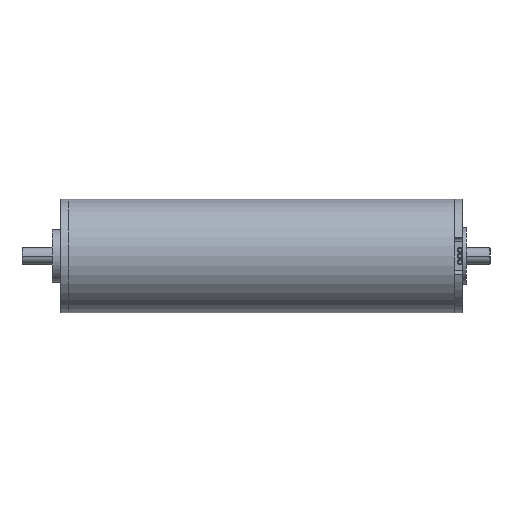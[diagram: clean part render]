
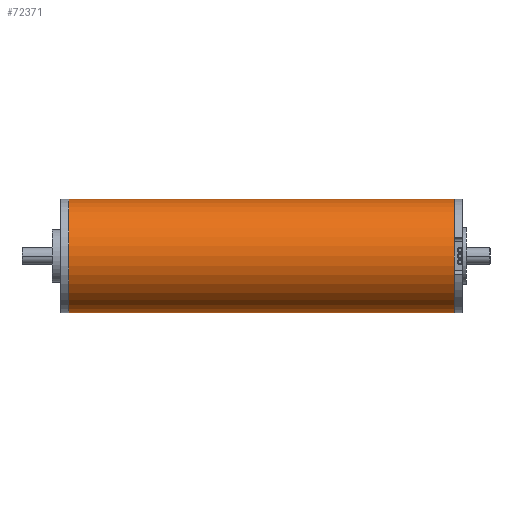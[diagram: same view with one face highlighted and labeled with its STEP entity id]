
A CAD part, front view. The second image highlights one B-rep face of the part: STEP entity #72371.
In plain terms, the highlighted cylindrical face has radius 14 mm (diameter 28 mm), a partial arc.
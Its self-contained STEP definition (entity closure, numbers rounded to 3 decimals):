
#2179 = AXIS2_PLACEMENT_3D ( 'NONE', #16670, #41737, #49496 ) ;
#4135 = VERTEX_POINT ( 'NONE', #46657 ) ;
#5272 = DIRECTION ( 'NONE',  ( 0., 0., 1. ) ) ;
#10452 = VERTEX_POINT ( 'NONE', #53020 ) ;
#10613 = ORIENTED_EDGE ( 'NONE', *, *, #79763, .T. ) ;
#13743 = CARTESIAN_POINT ( 'NONE',  ( 0., 0., -14. ) ) ;
#13937 = DIRECTION ( 'NONE',  ( -1., 0., 0. ) ) ;
#16448 = AXIS2_PLACEMENT_3D ( 'NONE', #37674, #36449, #5272 ) ;
#16670 = CARTESIAN_POINT ( 'NONE',  ( 0., 0., 0. ) ) ;
#17522 = VECTOR ( 'NONE', #50037, 1000. ) ;
#26190 = ORIENTED_EDGE ( 'NONE', *, *, #31438, .F. ) ;
#27008 = CARTESIAN_POINT ( 'NONE',  ( 0., 0., 14. ) ) ;
#31438 = EDGE_CURVE ( 'NONE', #10452, #4135, #32164, .T. ) ;
#31800 = EDGE_LOOP ( 'NONE', ( #39288, #26190, #48806, #10613 ) ) ;
#32160 = DIRECTION ( 'NONE',  ( 0., 0., -1. ) ) ;
#32164 = CIRCLE ( 'NONE', #75306, 14. ) ;
#36449 = DIRECTION ( 'NONE',  ( -1., 0., 0. ) ) ;
#37674 = CARTESIAN_POINT ( 'NONE',  ( 95., 0., 0. ) ) ;
#39288 = ORIENTED_EDGE ( 'NONE', *, *, #72229, .F. ) ;
#39770 = CARTESIAN_POINT ( 'NONE',  ( 95., 0., -14. ) ) ;
#41737 = DIRECTION ( 'NONE',  ( 1., 0., 0. ) ) ;
#42124 = VERTEX_POINT ( 'NONE', #27008 ) ;
#46657 = CARTESIAN_POINT ( 'NONE',  ( 95., 0., -14. ) ) ;
#48585 = EDGE_CURVE ( 'NONE', #10452, #42124, #68464, .T. ) ;
#48806 = ORIENTED_EDGE ( 'NONE', *, *, #48585, .T. ) ;
#49496 = DIRECTION ( 'NONE',  ( 0., 0., -1. ) ) ;
#50037 = DIRECTION ( 'NONE',  ( -1., 0., 0. ) ) ;
#51868 = VECTOR ( 'NONE', #13937, 1000. ) ;
#53020 = CARTESIAN_POINT ( 'NONE',  ( 95., 0., 14. ) ) ;
#55291 = FACE_OUTER_BOUND ( 'NONE', #31800, .T. ) ;
#62172 = CARTESIAN_POINT ( 'NONE',  ( 95., 0., 0. ) ) ;
#68285 = DIRECTION ( 'NONE',  ( 1., 0., 0. ) ) ;
#68464 = LINE ( 'NONE', #80352, #17522 ) ;
#70109 = LINE ( 'NONE', #39770, #51868 ) ;
#72229 = EDGE_CURVE ( 'NONE', #4135, #78317, #70109, .T. ) ;
#72371 = ADVANCED_FACE ( 'NONE', ( #55291 ), #74551, .T. ) ;
#72852 = CIRCLE ( 'NONE', #2179, 14. ) ;
#74551 = CYLINDRICAL_SURFACE ( 'NONE', #16448, 14. ) ;
#75306 = AXIS2_PLACEMENT_3D ( 'NONE', #62172, #68285, #32160 ) ;
#78317 = VERTEX_POINT ( 'NONE', #13743 ) ;
#79763 = EDGE_CURVE ( 'NONE', #42124, #78317, #72852, .T. ) ;
#80352 = CARTESIAN_POINT ( 'NONE',  ( 95., 0., 14. ) ) ;
